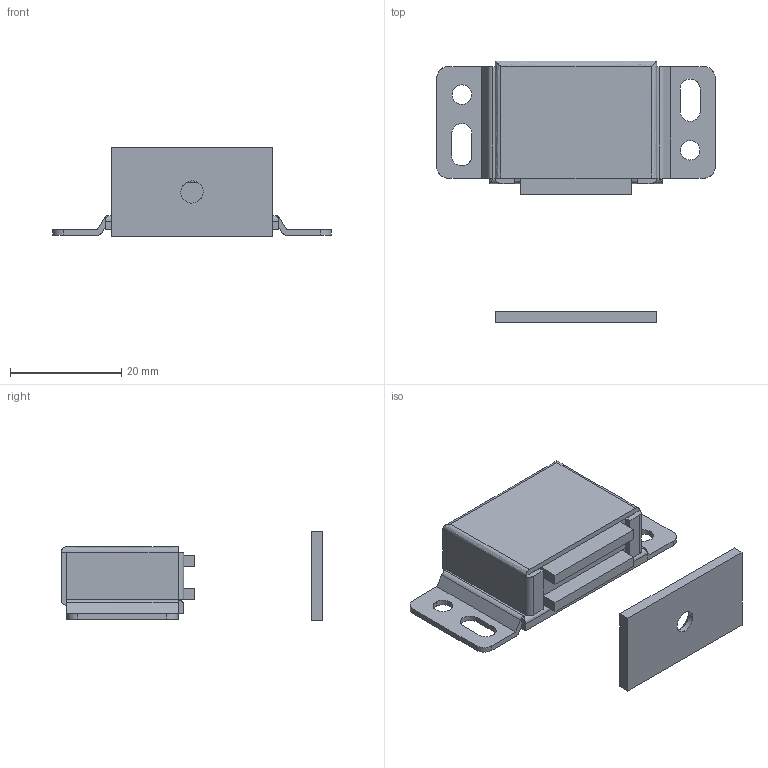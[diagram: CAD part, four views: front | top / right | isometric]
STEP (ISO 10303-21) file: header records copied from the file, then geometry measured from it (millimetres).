
FILE_DESCRIPTION((''),'2;1');
FILE_NAME('','2009-10-15T11:30:33',(''),(''),'','CADfix','');
FILE_SCHEMA(('AUTOMOTIVE_DESIGN { 1 0 10303 214 1 1 1 1 }'));
Length unit declared in the file: millimetre
Bounding box: 50 x 47 x 16 mm (x, y, z)
Volume: 5286 mm3; surface area: 8961 mm2
Topology: 5 solids, 5 shells, 122 faces, 326 edges, 212 vertices
Faces by surface type: bspline 122
Entity records: 3774 total; most frequent: CARTESIAN_POINT 1766, ORIENTED_EDGE 648, EDGE_CURVE 324, QUASI_UNIFORM_CURVE 251, VERTEX_POINT 212, EDGE_LOOP 134, FACE_OUTER_BOUND 122, ADVANCED_FACE 122
